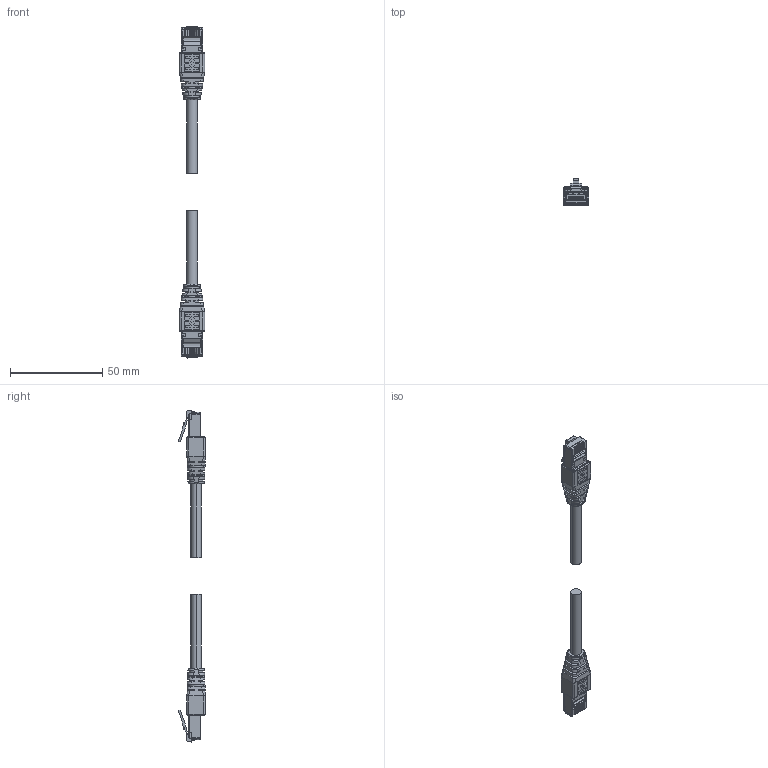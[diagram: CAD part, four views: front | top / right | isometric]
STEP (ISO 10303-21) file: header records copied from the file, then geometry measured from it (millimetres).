
FILE_DESCRIPTION(('CATIA V5 STEP Exchange','CAx-IF Rec.Pracs.--- Model Styling and Organization---1.4--- 2014-01-23'),'2;1');
FILE_NAME ('1100879-3_0', '2020-08-10T10:14:14+00:00', ('none'), ('Weidmueller'), 'CATIA Version 5-6 Release 2016 SP3 HF44', 'CATIA V5 STEP AP214', 'none');
FILE_SCHEMA(('AUTOMOTIVE_DESIGN { 1 0 10303 214 1 1 1 1 }'));
Products named in the file (1): 2661950250
Bounding box: 13.7 x 14.59 x 179.96 mm (x, y, z)
Volume: 7779 mm3; surface area: 12280 mm2
Topology: 6 solids, 6 shells, 1870 faces, 5470 edges, 3542 vertices
Faces by surface type: plane 1276, cylinder 442, bspline 142, torus 8, revolution 2
Entity records: 68914 total; most frequent: CARTESIAN_POINT 23834, ORIENTED_EDGE 10916, DIRECTION 6954, EDGE_CURVE 5458, VECTOR 3980, LINE 3980, VERTEX_POINT 3542, EDGE_LOOP 1940
